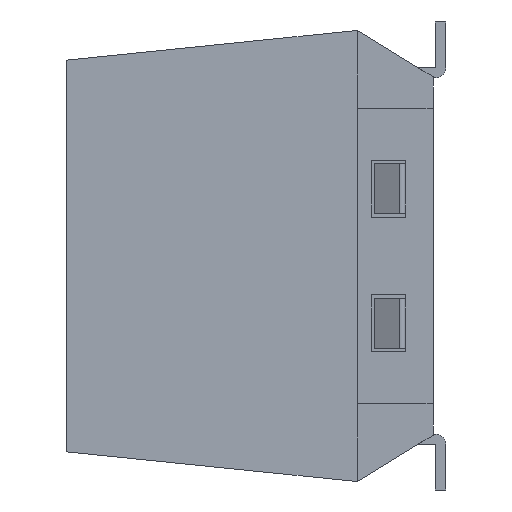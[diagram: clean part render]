
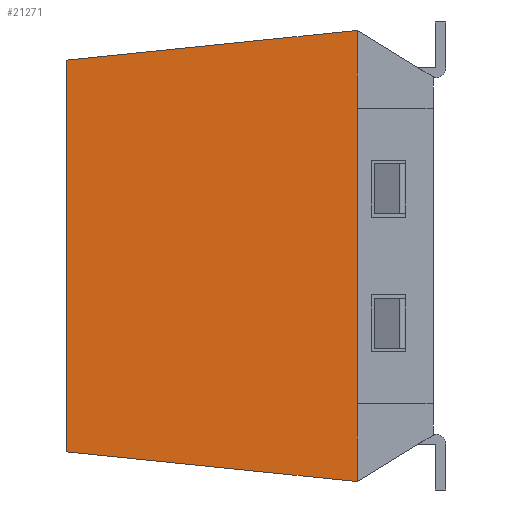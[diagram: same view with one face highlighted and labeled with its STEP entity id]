
A CAD part, left-side view. The second image highlights one B-rep face of the part: STEP entity #21271.
In plain terms, the highlighted planar face has unit normal (-1, 0.008, 0).
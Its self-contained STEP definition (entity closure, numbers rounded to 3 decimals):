
#11777 = PLANE('',#11778);
#11778 = AXIS2_PLACEMENT_3D('',#11779,#11780,#11781);
#11779 = CARTESIAN_POINT('',(-6.375,1.8,0.));
#11780 = DIRECTION('',(0.,-1.,0.));
#11781 = DIRECTION('',(1.,0.,0.));
#12022 = PLANE('',#12023);
#12023 = AXIS2_PLACEMENT_3D('',#12024,#12025,#12026);
#12024 = CARTESIAN_POINT('',(-6.375,1.8,0.));
#12025 = DIRECTION('',(0.,-1.,0.));
#12026 = DIRECTION('',(1.,0.,0.));
#12118 = VERTEX_POINT('',#12119);
#12119 = CARTESIAN_POINT('',(-6.375,1.8,-3.5));
#12145 = EDGE_CURVE('',#12146,#12118,#12148,.T.);
#12146 = VERTEX_POINT('',#12147);
#12147 = CARTESIAN_POINT('',(-6.375,1.8,-5.35));
#12148 = SURFACE_CURVE('',#12149,(#12153,#12160),.PCURVE_S1.);
#12149 = LINE('',#12150,#12151);
#12150 = CARTESIAN_POINT('',(-6.375,1.8,0.));
#12151 = VECTOR('',#12152,1.);
#12152 = DIRECTION('',(0.,0.,1.));
#12153 = PCURVE('',#11777,#12154);
#12154 = DEFINITIONAL_REPRESENTATION('',(#12155),#12159);
#12155 = LINE('',#12156,#12157);
#12156 = CARTESIAN_POINT('',(0.,0.));
#12157 = VECTOR('',#12158,1.);
#12158 = DIRECTION('',(0.,1.));
#12159 = ( GEOMETRIC_REPRESENTATION_CONTEXT(2) 
PARAMETRIC_REPRESENTATION_CONTEXT() REPRESENTATION_CONTEXT('2D SPACE',''
  ) );
#12160 = PCURVE('',#12161,#12166);
#12161 = PLANE('',#12162);
#12162 = AXIS2_PLACEMENT_3D('',#12163,#12164,#12165);
#12163 = CARTESIAN_POINT('',(-6.32,8.7,0.));
#12164 = DIRECTION('',(-1.,0.008,0.));
#12165 = DIRECTION('',(-0.008,-1.,0.));
#12166 = DEFINITIONAL_REPRESENTATION('',(#12167),#12171);
#12167 = LINE('',#12168,#12169);
#12168 = CARTESIAN_POINT('',(6.9,0.));
#12169 = VECTOR('',#12170,1.);
#12170 = DIRECTION('',(0.,1.));
#12171 = ( GEOMETRIC_REPRESENTATION_CONTEXT(2) 
PARAMETRIC_REPRESENTATION_CONTEXT() REPRESENTATION_CONTEXT('2D SPACE',''
  ) );
#12189 = PLANE('',#12190);
#12190 = AXIS2_PLACEMENT_3D('',#12191,#12192,#12193);
#12191 = CARTESIAN_POINT('',(0.,8.7,-4.645));
#12192 = DIRECTION('',(0.,-0.102,0.995));
#12193 = DIRECTION('',(0.,-0.995,-0.102));
#12250 = VERTEX_POINT('',#12251);
#12251 = CARTESIAN_POINT('',(-6.375,1.8,5.35));
#12265 = PLANE('',#12266);
#12266 = AXIS2_PLACEMENT_3D('',#12267,#12268,#12269);
#12267 = CARTESIAN_POINT('',(0.,1.8,5.35));
#12268 = DIRECTION('',(0.,-0.102,-0.995));
#12269 = DIRECTION('',(0.,0.995,-0.102));
#12277 = EDGE_CURVE('',#12278,#12250,#12280,.T.);
#12278 = VERTEX_POINT('',#12279);
#12279 = CARTESIAN_POINT('',(-6.375,1.8,3.5));
#12280 = SURFACE_CURVE('',#12281,(#12285,#12292),.PCURVE_S1.);
#12281 = LINE('',#12282,#12283);
#12282 = CARTESIAN_POINT('',(-6.375,1.8,0.));
#12283 = VECTOR('',#12284,1.);
#12284 = DIRECTION('',(0.,0.,1.));
#12285 = PCURVE('',#12022,#12286);
#12286 = DEFINITIONAL_REPRESENTATION('',(#12287),#12291);
#12287 = LINE('',#12288,#12289);
#12288 = CARTESIAN_POINT('',(0.,0.));
#12289 = VECTOR('',#12290,1.);
#12290 = DIRECTION('',(0.,1.));
#12291 = ( GEOMETRIC_REPRESENTATION_CONTEXT(2) 
PARAMETRIC_REPRESENTATION_CONTEXT() REPRESENTATION_CONTEXT('2D SPACE',''
  ) );
#12292 = PCURVE('',#12161,#12293);
#12293 = DEFINITIONAL_REPRESENTATION('',(#12294),#12298);
#12294 = LINE('',#12295,#12296);
#12295 = CARTESIAN_POINT('',(6.9,0.));
#12296 = VECTOR('',#12297,1.);
#12297 = DIRECTION('',(0.,1.));
#12298 = ( GEOMETRIC_REPRESENTATION_CONTEXT(2) 
PARAMETRIC_REPRESENTATION_CONTEXT() REPRESENTATION_CONTEXT('2D SPACE',''
  ) );
#12426 = PLANE('',#12427);
#12427 = AXIS2_PLACEMENT_3D('',#12428,#12429,#12430);
#12428 = CARTESIAN_POINT('',(-6.375,1.8,0.));
#12429 = DIRECTION('',(-1.,0.,0.));
#12430 = DIRECTION('',(0.,-1.,0.));
#13197 = EDGE_CURVE('',#12118,#12278,#13198,.T.);
#13198 = SURFACE_CURVE('',#13199,(#13203,#13210),.PCURVE_S1.);
#13199 = LINE('',#13200,#13201);
#13200 = CARTESIAN_POINT('',(-6.375,1.8,0.));
#13201 = VECTOR('',#13202,1.);
#13202 = DIRECTION('',(0.,0.,1.));
#13203 = PCURVE('',#12426,#13204);
#13204 = DEFINITIONAL_REPRESENTATION('',(#13205),#13209);
#13205 = LINE('',#13206,#13207);
#13206 = CARTESIAN_POINT('',(0.,0.));
#13207 = VECTOR('',#13208,1.);
#13208 = DIRECTION('',(0.,1.));
#13209 = ( GEOMETRIC_REPRESENTATION_CONTEXT(2) 
PARAMETRIC_REPRESENTATION_CONTEXT() REPRESENTATION_CONTEXT('2D SPACE',''
  ) );
#13210 = PCURVE('',#12161,#13211);
#13211 = DEFINITIONAL_REPRESENTATION('',(#13212),#13216);
#13212 = LINE('',#13213,#13214);
#13213 = CARTESIAN_POINT('',(6.9,0.));
#13214 = VECTOR('',#13215,1.);
#13215 = DIRECTION('',(0.,1.));
#13216 = ( GEOMETRIC_REPRESENTATION_CONTEXT(2) 
PARAMETRIC_REPRESENTATION_CONTEXT() REPRESENTATION_CONTEXT('2D SPACE',''
  ) );
#19415 = PLANE('',#19416);
#19416 = AXIS2_PLACEMENT_3D('',#19417,#19418,#19419);
#19417 = CARTESIAN_POINT('',(0.,8.7,0.));
#19418 = DIRECTION('',(0.,1.,0.));
#19419 = DIRECTION('',(-1.,0.,0.));
#20122 = VERTEX_POINT('',#20123);
#20123 = CARTESIAN_POINT('',(-6.32,8.7,-4.645));
#20144 = EDGE_CURVE('',#20122,#20145,#20147,.T.);
#20145 = VERTEX_POINT('',#20146);
#20146 = CARTESIAN_POINT('',(-6.32,8.7,4.645));
#20147 = SURFACE_CURVE('',#20148,(#20152,#20159),.PCURVE_S1.);
#20148 = LINE('',#20149,#20150);
#20149 = CARTESIAN_POINT('',(-6.32,8.7,0.));
#20150 = VECTOR('',#20151,1.);
#20151 = DIRECTION('',(0.,0.,1.));
#20152 = PCURVE('',#19415,#20153);
#20153 = DEFINITIONAL_REPRESENTATION('',(#20154),#20158);
#20154 = LINE('',#20155,#20156);
#20155 = CARTESIAN_POINT('',(6.32,0.));
#20156 = VECTOR('',#20157,1.);
#20157 = DIRECTION('',(0.,1.));
#20158 = ( GEOMETRIC_REPRESENTATION_CONTEXT(2) 
PARAMETRIC_REPRESENTATION_CONTEXT() REPRESENTATION_CONTEXT('2D SPACE',''
  ) );
#20159 = PCURVE('',#12161,#20160);
#20160 = DEFINITIONAL_REPRESENTATION('',(#20161),#20165);
#20161 = LINE('',#20162,#20163);
#20162 = CARTESIAN_POINT('',(0.,0.));
#20163 = VECTOR('',#20164,1.);
#20164 = DIRECTION('',(0.,1.));
#20165 = ( GEOMETRIC_REPRESENTATION_CONTEXT(2) 
PARAMETRIC_REPRESENTATION_CONTEXT() REPRESENTATION_CONTEXT('2D SPACE',''
  ) );
#21172 = EDGE_CURVE('',#20122,#12146,#21173,.T.);
#21173 = SURFACE_CURVE('',#21174,(#21178,#21185),.PCURVE_S1.);
#21174 = LINE('',#21175,#21176);
#21175 = CARTESIAN_POINT('',(-6.318,8.96,
    -4.618));
#21176 = VECTOR('',#21177,1.);
#21177 = DIRECTION('',(-0.008,-0.995,
    -0.102));
#21178 = PCURVE('',#12189,#21179);
#21179 = DEFINITIONAL_REPRESENTATION('',(#21180),#21184);
#21180 = LINE('',#21181,#21182);
#21181 = CARTESIAN_POINT('',(-0.261,-6.318));
#21182 = VECTOR('',#21183,1.);
#21183 = DIRECTION('',(1.,-0.008));
#21184 = ( GEOMETRIC_REPRESENTATION_CONTEXT(2) 
PARAMETRIC_REPRESENTATION_CONTEXT() REPRESENTATION_CONTEXT('2D SPACE',''
  ) );
#21185 = PCURVE('',#12161,#21186);
#21186 = DEFINITIONAL_REPRESENTATION('',(#21187),#21191);
#21187 = LINE('',#21188,#21189);
#21188 = CARTESIAN_POINT('',(-0.26,-4.618));
#21189 = VECTOR('',#21190,1.);
#21190 = DIRECTION('',(0.995,-0.102));
#21191 = ( GEOMETRIC_REPRESENTATION_CONTEXT(2) 
PARAMETRIC_REPRESENTATION_CONTEXT() REPRESENTATION_CONTEXT('2D SPACE',''
  ) );
#21241 = EDGE_CURVE('',#12250,#20145,#21242,.T.);
#21242 = SURFACE_CURVE('',#21243,(#21247,#21254),.PCURVE_S1.);
#21243 = LINE('',#21244,#21245);
#21244 = CARTESIAN_POINT('',(-6.345,5.51,
    4.971));
#21245 = VECTOR('',#21246,1.);
#21246 = DIRECTION('',(0.008,0.995,-0.102
    ));
#21247 = PCURVE('',#12265,#21248);
#21248 = DEFINITIONAL_REPRESENTATION('',(#21249),#21253);
#21249 = LINE('',#21250,#21251);
#21250 = CARTESIAN_POINT('',(3.729,-6.345));
#21251 = VECTOR('',#21252,1.);
#21252 = DIRECTION('',(1.,0.008));
#21253 = ( GEOMETRIC_REPRESENTATION_CONTEXT(2) 
PARAMETRIC_REPRESENTATION_CONTEXT() REPRESENTATION_CONTEXT('2D SPACE',''
  ) );
#21254 = PCURVE('',#12161,#21255);
#21255 = DEFINITIONAL_REPRESENTATION('',(#21256),#21260);
#21256 = LINE('',#21257,#21258);
#21257 = CARTESIAN_POINT('',(3.19,4.971));
#21258 = VECTOR('',#21259,1.);
#21259 = DIRECTION('',(-0.995,-0.102));
#21260 = ( GEOMETRIC_REPRESENTATION_CONTEXT(2) 
PARAMETRIC_REPRESENTATION_CONTEXT() REPRESENTATION_CONTEXT('2D SPACE',''
  ) );
#21271 = ADVANCED_FACE('',(#21272),#12161,.T.);
#21272 = FACE_BOUND('',#21273,.T.);
#21273 = EDGE_LOOP('',(#21274,#21275,#21276,#21277,#21278,#21279));
#21274 = ORIENTED_EDGE('',*,*,#21172,.T.);
#21275 = ORIENTED_EDGE('',*,*,#12145,.T.);
#21276 = ORIENTED_EDGE('',*,*,#13197,.T.);
#21277 = ORIENTED_EDGE('',*,*,#12277,.T.);
#21278 = ORIENTED_EDGE('',*,*,#21241,.T.);
#21279 = ORIENTED_EDGE('',*,*,#20144,.F.);
